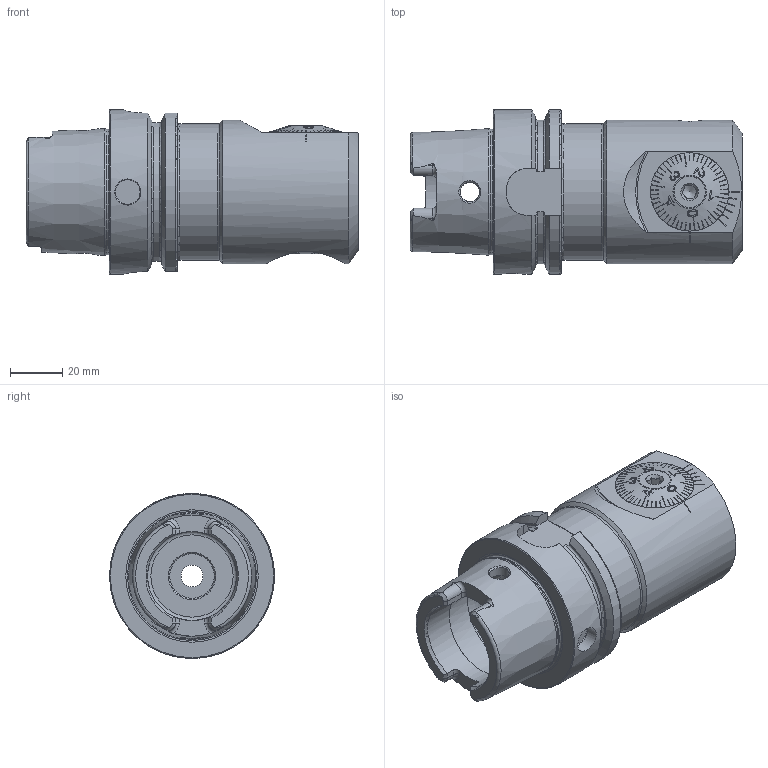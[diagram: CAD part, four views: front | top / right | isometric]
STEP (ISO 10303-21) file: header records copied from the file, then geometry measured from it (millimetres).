
FILE_DESCRIPTION (( 'STEP AP214' ), '1' );
FILE_NAME ('HA6.A55.AA4.095.STEP', '2020-08-13T13:36:44', ( '' ), ( '' ), 'SwSTEP 2.0', 'SolidWorks 2017', '' );
FILE_SCHEMA (( 'AUTOMOTIVE_DESIGN' ));
Length unit declared in the file: millimetre
Products named in the file (17): Klebstoff D10; DIN 3771 - 17x2; ISO 4026 - M10 x 8; ISO 4026 - M10 x 16_PreviewCfg; A55-BG2.013.005_C; HA6-A55.AA3.095_A_Fertigbearbeitung; A55-BG3.011.033_A_gek〉zt; A55-BG2.012.006_B; DIN 3771 - 25x1.5; HA6.A55.AA4.095; WCB-ER2.001.009_A; A55-BG1.012.007_C; A55-BG2.011.016_D; A55-BG2.014.007_A_mit Gewinde; A55-BG1.DA3.041_A; A55-BG1.DA4.041; Fxx-MAB.xxx.xxx_A_F32x1.3
Assembly tree (17 placements, depth 3):
  HA6.A55.AA4.095
    HA6-A55.AA3.095_A_Fertigbearbeitung
    A55-BG3.011.033_A_gek〉zt
    ISO 4026 - M10 x 8
    WCB-ER2.001.009_A
    Klebstoff D10
    A55-BG1.DA4.041
      A55-BG1.DA3.041_A
      A55-BG1.012.007_C
      A55-BG2.011.016_D
      A55-BG2.013.005_C
      DIN 3771 - 25x1.5
      A55-BG2.014.007_A_mit Gewinde
      A55-BG2.012.006_B
      Fxx-MAB.xxx.xxx_A_F32x1.3
      ISO 4026 - M10 x 16_PreviewCfg  x2
      DIN 3771 - 17x2
Bounding box: 126.9 x 63 x 63 mm (x, y, z)
Volume: 212198.8 mm3; surface area: 56928.3 mm2
Topology: 16 solids, 16 shells, 718 faces, 1893 edges, 1225 vertices
Faces by surface type: plane 367, cone 127, cylinder 116, bspline 64, torus 43, sphere 1
Full cylindrical faces by diameter (mm): 1.6 x1, 3.3 x1, 4 x1, 4.2 x1, 5.25 x1, 7.5 x2, 8 x2, 8.4 x1, 8.5 x3, 9.95 x1, 10 x6, 11.4 x1, 11.5 x1, 11.6 x1, 11.95 x1, 12 x3, 12.4 x1, 14 x2, 14.2 x1, 16 x1, 17 x1, 18 x1, 19 x1, 20 x1, 22 x1, 25 x3, 29.9 x1, 29.98 x1, 30 x3, 34 x2
Entity records: 36004 total; most frequent: CARTESIAN_POINT 16686, ORIENTED_EDGE 3392, DIRECTION 2731, EDGE_CURVE 1696, VERTEX_POINT 1168, AXIS2_PLACEMENT_3D 1052, EDGE_LOOP 886, FACE_OUTER_BOUND 789
